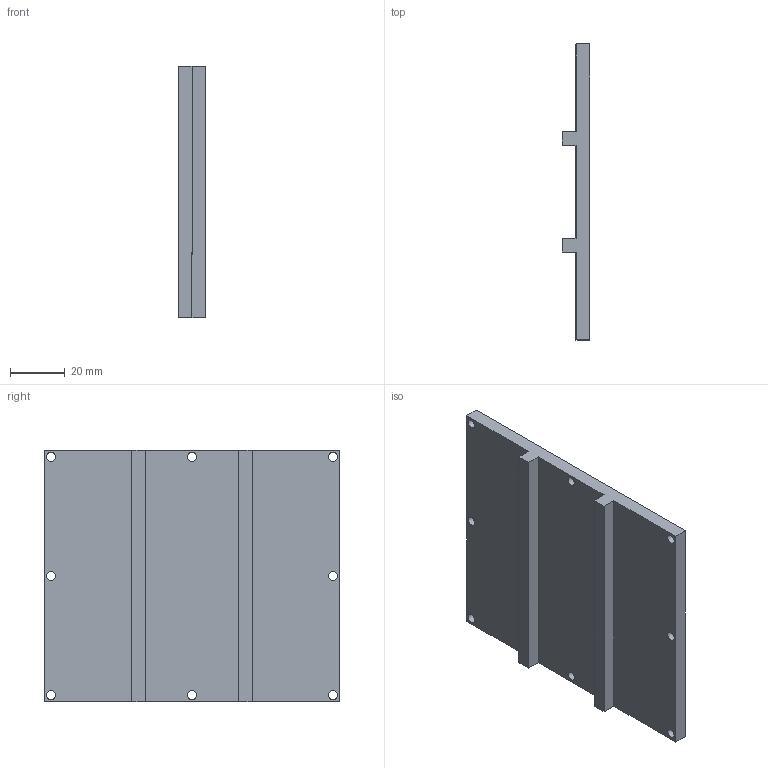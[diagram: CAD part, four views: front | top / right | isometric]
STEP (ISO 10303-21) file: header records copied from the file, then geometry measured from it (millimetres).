
FILE_DESCRIPTION(('STEP AP214'), '1');
FILE_NAME('2) 洛瘐 牮赅 疣滂囹铕', '', ('UNSPECIFIED'), ('UNSPECIFIED'), 'ASCON STEP Converter 1.6', 'ASCON Math Kernel', '');
FILE_SCHEMA(('AUTOMOTIVE_DESIGN { 1 0 10303 214 3 1 1}'));
Length unit declared in the file: millimetre
Bounding box: 10 x 108 x 92 mm (x, y, z)
Volume: 53935.2 mm3; surface area: 24078.3 mm2
Topology: 1 solids, 1 shells, 30 faces, 76 edges, 48 vertices
Faces by surface type: plane 14, cylinder 8, cone 8
Full cylindrical faces by diameter (mm): 3.3 x8
Entity records: 1131 total; most frequent: DIRECTION 146, CARTESIAN_POINT 139, ORIENTED_EDGE 120, EDGE_LOOP 62, EDGE_CURVE 60, AXIS2_PLACEMENT_3D 55, VERTEX_POINT 48, LINE 36
